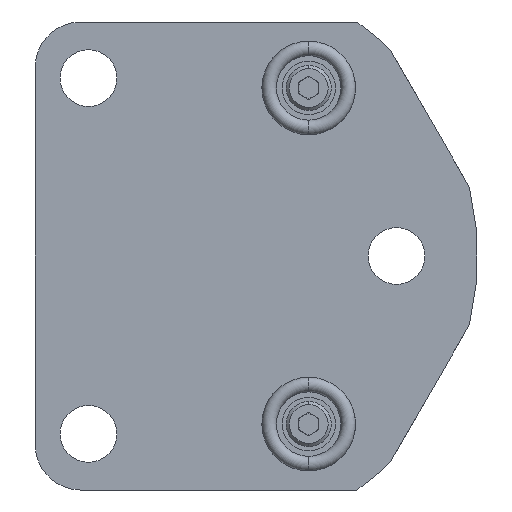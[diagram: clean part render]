
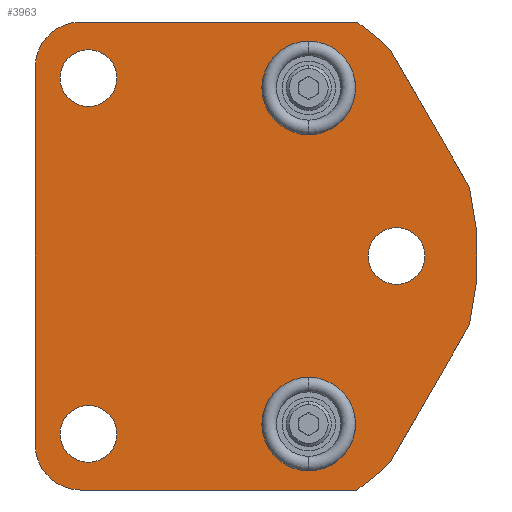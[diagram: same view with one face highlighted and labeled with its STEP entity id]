
A CAD part, left-side view. The second image highlights one B-rep face of the part: STEP entity #3963.
In plain terms, the highlighted planar face has unit normal (-1, 0, 0).
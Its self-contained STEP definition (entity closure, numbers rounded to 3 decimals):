
#1294=CARTESIAN_POINT('',(-24.994,13.436,-22.936));
#1295=DIRECTION('',(-1.,0.,0.));
#1296=DIRECTION('',(0.,1.,0.));
#1297=AXIS2_PLACEMENT_3D('',#1294,#1295,#1296);
#1302=DIRECTION('',(0.,0.,1.));
#1303=VECTOR('',#1302,45.872);
#1304=CARTESIAN_POINT('',(-24.994,18.999,-22.936));
#1305=LINE('',#1304,#1303);
#1309=CARTESIAN_POINT('',(-24.994,13.436,22.936));
#1310=DIRECTION('',(-1.,0.,0.));
#1311=DIRECTION('',(0.,0.,1.));
#1312=AXIS2_PLACEMENT_3D('',#1309,#1310,#1311);
#1317=DIRECTION('',(0.,-1.,0.));
#1318=VECTOR('',#1317,33.624);
#1319=CARTESIAN_POINT('',(-24.994,13.436,28.499));
#1320=LINE('',#1319,#1318);
#1324=CARTESIAN_POINT('',(-24.994,0.,0.));
#1325=DIRECTION('',(1.,0.,0.));
#1326=DIRECTION('',(0.,-0.578,0.816));
#1327=AXIS2_PLACEMENT_3D('',#1324,#1325,#1326);
#1332=DIRECTION('',(0.,-0.5,-0.866));
#1333=VECTOR('',#1332,19.386);
#1334=CARTESIAN_POINT('',(-24.994,-24.211,25.171));
#1335=LINE('',#1334,#1333);
#1339=CARTESIAN_POINT('',(-24.994,0.,0.));
#1340=DIRECTION('',(1.,0.,0.));
#1341=DIRECTION('',(0.,-0.971,0.24));
#1342=AXIS2_PLACEMENT_3D('',#1339,#1340,#1341);
#1347=DIRECTION('',(0.,0.5,-0.866));
#1348=VECTOR('',#1347,19.386);
#1349=CARTESIAN_POINT('',(-24.994,-33.904,-8.382));
#1350=LINE('',#1349,#1348);
#1354=CARTESIAN_POINT('',(-24.994,0.,0.));
#1355=DIRECTION('',(1.,0.,0.));
#1356=DIRECTION('',(0.,-0.693,-0.721));
#1357=AXIS2_PLACEMENT_3D('',#1354,#1355,#1356);
#1362=DIRECTION('',(0.,1.,0.));
#1363=VECTOR('',#1362,33.624);
#1364=CARTESIAN_POINT('',(-24.994,-20.188,-28.499));
#1365=LINE('',#1364,#1363);
#1369=CARTESIAN_POINT('',(-24.994,12.497,21.666));
#1370=DIRECTION('',(-1.,0.,0.));
#1371=DIRECTION('',(0.,-1.,0.));
#1372=AXIS2_PLACEMENT_3D('',#1369,#1370,#1371);
#1377=CARTESIAN_POINT('',(-24.994,12.497,21.666));
#1378=DIRECTION('',(-1.,0.,0.));
#1379=DIRECTION('',(0.,1.,0.));
#1380=AXIS2_PLACEMENT_3D('',#1377,#1378,#1379);
#1385=CARTESIAN_POINT('',(-24.994,12.497,-21.666));
#1386=DIRECTION('',(-1.,0.,0.));
#1387=DIRECTION('',(0.,-1.,0.));
#1388=AXIS2_PLACEMENT_3D('',#1385,#1386,#1387);
#1393=CARTESIAN_POINT('',(-24.994,12.497,-21.666));
#1394=DIRECTION('',(-1.,0.,0.));
#1395=DIRECTION('',(0.,1.,0.));
#1396=AXIS2_PLACEMENT_3D('',#1393,#1394,#1395);
#1401=CARTESIAN_POINT('',(-24.994,-25.019,0.));
#1402=DIRECTION('',(-1.,0.,0.));
#1403=DIRECTION('',(0.,-1.,0.));
#1404=AXIS2_PLACEMENT_3D('',#1401,#1402,#1403);
#1409=CARTESIAN_POINT('',(-24.994,-25.019,0.));
#1410=DIRECTION('',(-1.,0.,0.));
#1411=DIRECTION('',(0.,1.,0.));
#1412=AXIS2_PLACEMENT_3D('',#1409,#1410,#1411);
#1417=CARTESIAN_POINT('',(-24.994,-14.326,20.472));
#1418=DIRECTION('',(1.,0.,0.));
#1419=DIRECTION('',(0.,1.,0.));
#1420=AXIS2_PLACEMENT_3D('',#1417,#1418,#1419);
#1425=CARTESIAN_POINT('',(-24.994,-14.326,20.472));
#1426=DIRECTION('',(1.,0.,0.));
#1427=DIRECTION('',(0.,-1.,0.));
#1428=AXIS2_PLACEMENT_3D('',#1425,#1426,#1427);
#1433=CARTESIAN_POINT('',(-24.994,-14.326,-20.472));
#1434=DIRECTION('',(1.,0.,0.));
#1435=DIRECTION('',(0.,1.,0.));
#1436=AXIS2_PLACEMENT_3D('',#1433,#1434,#1435);
#1441=CARTESIAN_POINT('',(-24.994,-14.326,-20.472));
#1442=DIRECTION('',(1.,0.,0.));
#1443=DIRECTION('',(0.,-1.,0.));
#1444=AXIS2_PLACEMENT_3D('',#1441,#1442,#1443);
#2621=CARTESIAN_POINT('',(-24.994,-24.211,25.171));
#2622=CARTESIAN_POINT('',(-24.994,-33.904,8.382));
#2623=VERTEX_POINT('',#2621);
#2624=VERTEX_POINT('',#2622);
#2641=CARTESIAN_POINT('',(-24.994,9.043,21.666));
#2642=CARTESIAN_POINT('',(-24.994,15.952,21.666));
#2643=VERTEX_POINT('',#2641);
#2644=VERTEX_POINT('',#2642);
#2653=CARTESIAN_POINT('',(-24.994,-8.624,20.472));
#2654=CARTESIAN_POINT('',(-24.994,-20.028,20.472));
#2655=VERTEX_POINT('',#2653);
#2656=VERTEX_POINT('',#2654);
#2669=CARTESIAN_POINT('',(-24.994,-8.624,-20.472));
#2670=CARTESIAN_POINT('',(-24.994,-20.028,-20.472));
#2671=VERTEX_POINT('',#2669);
#2672=VERTEX_POINT('',#2670);
#2743=CARTESIAN_POINT('',(-24.994,9.042,-21.666));
#2744=CARTESIAN_POINT('',(-24.994,15.951,-21.666));
#2745=VERTEX_POINT('',#2743);
#2746=VERTEX_POINT('',#2744);
#2751=CARTESIAN_POINT('',(-24.994,-28.474,0.));
#2752=CARTESIAN_POINT('',(-24.994,-21.565,0.));
#2753=VERTEX_POINT('',#2751);
#2754=VERTEX_POINT('',#2752);
#2773=CARTESIAN_POINT('',(-24.994,-33.904,-8.382));
#2774=VERTEX_POINT('',#2773);
#2775=CARTESIAN_POINT('',(-24.994,-24.211,-25.171));
#2776=VERTEX_POINT('',#2775);
#2782=CARTESIAN_POINT('',(-24.994,13.436,-28.499));
#2784=VERTEX_POINT('',#2782);
#2787=CARTESIAN_POINT('',(-24.994,18.999,-22.936));
#2788=VERTEX_POINT('',#2787);
#2790=CARTESIAN_POINT('',(-24.994,18.999,22.936));
#2792=VERTEX_POINT('',#2790);
#2795=CARTESIAN_POINT('',(-24.994,13.436,28.499));
#2796=VERTEX_POINT('',#2795);
#2797=CARTESIAN_POINT('',(-24.994,-20.188,28.499));
#2798=VERTEX_POINT('',#2797);
#2799=CARTESIAN_POINT('',(-24.994,-20.188,-28.499));
#2800=VERTEX_POINT('',#2799);
#3908=CARTESIAN_POINT('',(-24.994,0.,0.));
#3909=DIRECTION('',(1.,0.,0.));
#3910=DIRECTION('',(0.,0.,-1.));
#3911=AXIS2_PLACEMENT_3D('',#3908,#3909,#3910);
#3912=PLANE('',#3911);
#3913=ORIENTED_EDGE('',*,*,#3889,.F.);
#3915=ORIENTED_EDGE('',*,*,#3914,.T.);
#3917=ORIENTED_EDGE('',*,*,#3916,.F.);
#3919=ORIENTED_EDGE('',*,*,#3918,.T.);
#3921=ORIENTED_EDGE('',*,*,#3920,.T.);
#3923=ORIENTED_EDGE('',*,*,#3922,.T.);
#3925=ORIENTED_EDGE('',*,*,#3924,.T.);
#3927=ORIENTED_EDGE('',*,*,#3926,.T.);
#3929=ORIENTED_EDGE('',*,*,#3928,.T.);
#3930=ORIENTED_EDGE('',*,*,#3900,.T.);
#3931=EDGE_LOOP('',(#3913,#3915,#3917,#3919,#3921,#3923,#3925,#3927,#3929,
#3930));
#3932=FACE_OUTER_BOUND('',#3931,.F.);
#3934=ORIENTED_EDGE('',*,*,#3933,.T.);
#3936=ORIENTED_EDGE('',*,*,#3935,.T.);
#3937=EDGE_LOOP('',(#3934,#3936));
#3938=FACE_BOUND('',#3937,.F.);
#3940=ORIENTED_EDGE('',*,*,#3939,.T.);
#3942=ORIENTED_EDGE('',*,*,#3941,.T.);
#3943=EDGE_LOOP('',(#3940,#3942));
#3944=FACE_BOUND('',#3943,.F.);
#3946=ORIENTED_EDGE('',*,*,#3945,.T.);
#3948=ORIENTED_EDGE('',*,*,#3947,.T.);
#3949=EDGE_LOOP('',(#3946,#3948));
#3950=FACE_BOUND('',#3949,.F.);
#3952=ORIENTED_EDGE('',*,*,#3951,.F.);
#3954=ORIENTED_EDGE('',*,*,#3953,.F.);
#3955=EDGE_LOOP('',(#3952,#3954));
#3956=FACE_BOUND('',#3955,.F.);
#3958=ORIENTED_EDGE('',*,*,#3957,.F.);
#3960=ORIENTED_EDGE('',*,*,#3959,.F.);
#3961=EDGE_LOOP('',(#3958,#3960));
#3962=FACE_BOUND('',#3961,.F.);
#3963=ADVANCED_FACE('',(#3932,#3938,#3944,#3950,#3956,#3962),#3912,.F.);
#1298=CIRCLE('',#1297,5.563);
#1313=CIRCLE('',#1312,5.563);
#1328=CIRCLE('',#1327,34.925);
#1343=CIRCLE('',#1342,34.925);
#1358=CIRCLE('',#1357,34.925);
#1373=CIRCLE('',#1372,3.455);
#1381=CIRCLE('',#1380,3.455);
#1389=CIRCLE('',#1388,3.455);
#1397=CIRCLE('',#1396,3.455);
#1405=CIRCLE('',#1404,3.455);
#1413=CIRCLE('',#1412,3.455);
#1421=CIRCLE('',#1420,5.702);
#1429=CIRCLE('',#1428,5.702);
#1437=CIRCLE('',#1436,5.702);
#1445=CIRCLE('',#1444,5.702);
#3889=EDGE_CURVE('',#2788,#2784,#1298,.T.);
#3900=EDGE_CURVE('',#2800,#2784,#1365,.T.);
#3914=EDGE_CURVE('',#2788,#2792,#1305,.T.);
#3916=EDGE_CURVE('',#2796,#2792,#1313,.T.);
#3918=EDGE_CURVE('',#2796,#2798,#1320,.T.);
#3920=EDGE_CURVE('',#2798,#2623,#1328,.T.);
#3922=EDGE_CURVE('',#2623,#2624,#1335,.T.);
#3924=EDGE_CURVE('',#2624,#2774,#1343,.T.);
#3926=EDGE_CURVE('',#2774,#2776,#1350,.T.);
#3928=EDGE_CURVE('',#2776,#2800,#1358,.T.);
#3933=EDGE_CURVE('',#2643,#2644,#1373,.T.);
#3935=EDGE_CURVE('',#2644,#2643,#1381,.T.);
#3939=EDGE_CURVE('',#2745,#2746,#1389,.T.);
#3941=EDGE_CURVE('',#2746,#2745,#1397,.T.);
#3945=EDGE_CURVE('',#2753,#2754,#1405,.T.);
#3947=EDGE_CURVE('',#2754,#2753,#1413,.T.);
#3951=EDGE_CURVE('',#2655,#2656,#1421,.T.);
#3953=EDGE_CURVE('',#2656,#2655,#1429,.T.);
#3957=EDGE_CURVE('',#2671,#2672,#1437,.T.);
#3959=EDGE_CURVE('',#2672,#2671,#1445,.T.);
